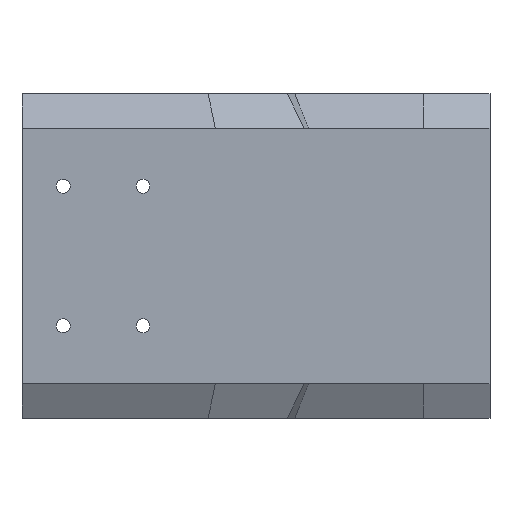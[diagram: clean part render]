
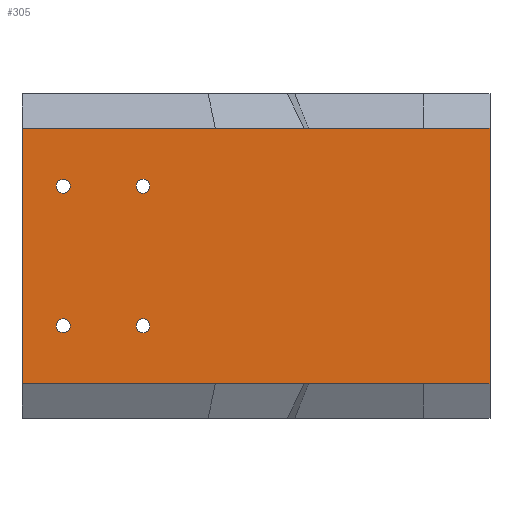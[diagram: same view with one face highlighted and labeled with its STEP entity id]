
A CAD part, front view. The second image highlights one B-rep face of the part: STEP entity #305.
In plain terms, the highlighted planar face has unit normal (0, -1, 0).
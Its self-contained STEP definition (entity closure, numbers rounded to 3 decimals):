
#9 = CARTESIAN_POINT ( 'NONE',  ( 45.5, 0., -16.75 ) ) ;
#12 = DIRECTION ( 'NONE',  ( 0., 0., -1. ) ) ;
#25 = VECTOR ( 'NONE', #1177, 1000. ) ;
#34 = CIRCLE ( 'NONE', #3925, 2.6 ) ;
#130 = DIRECTION ( 'NONE',  ( 1., 0., 0. ) ) ;
#162 = DIRECTION ( 'NONE',  ( 0., 0., -1. ) ) ;
#244 = ORIENTED_EDGE ( 'NONE', *, *, #2644, .F. ) ;
#254 = CARTESIAN_POINT ( 'NONE',  ( 0., 0., 0. ) ) ;
#266 = CARTESIAN_POINT ( 'NONE',  ( 15.5, 0., -69.25 ) ) ;
#280 = AXIS2_PLACEMENT_3D ( 'NONE', #266, #4180, #5148 ) ;
#286 = CIRCLE ( 'NONE', #3184, 2.6 ) ;
#305 = ADVANCED_FACE ( 'NONE', ( #1975, #2831, #2862, #4559, #1185 ), #4721, .T. ) ;
#360 = CARTESIAN_POINT ( 'NONE',  ( 45.5, 0., -69.25 ) ) ;
#368 = EDGE_LOOP ( 'NONE', ( #3353, #1714, #1130, #1544, #3383, #1411, #4706, #4118 ) ) ;
#389 = CARTESIAN_POINT ( 'NONE',  ( 45.5, 0., -71.85 ) ) ;
#439 = CARTESIAN_POINT ( 'NONE',  ( 45.062, 0., 35.814 ) ) ;
#446 = CARTESIAN_POINT ( 'NONE',  ( 176., 0., 0. ) ) ;
#513 = AXIS2_PLACEMENT_3D ( 'NONE', #3271, #2791, #162 ) ;
#548 = ORIENTED_EDGE ( 'NONE', *, *, #851, .F. ) ;
#549 = CARTESIAN_POINT ( 'NONE',  ( 15.5, 0., -71.85 ) ) ;
#581 = DIRECTION ( 'NONE',  ( 0., -1., 0. ) ) ;
#585 = VERTEX_POINT ( 'NONE', #3272 ) ;
#588 = VECTOR ( 'NONE', #4740, 1000. ) ;
#591 = AXIS2_PLACEMENT_3D ( 'NONE', #360, #4718, #2105 ) ;
#632 = LINE ( 'NONE', #3592, #4029 ) ;
#687 = AXIS2_PLACEMENT_3D ( 'NONE', #5238, #2666, #12 ) ;
#722 = EDGE_LOOP ( 'NONE', ( #3417, #4429 ) ) ;
#799 = CARTESIAN_POINT ( 'NONE',  ( 0., 0., -91.01 ) ) ;
#851 = EDGE_CURVE ( 'NONE', #1707, #982, #4946, .T. ) ;
#895 = CARTESIAN_POINT ( 'NONE',  ( 0., 0., -91. ) ) ;
#919 = EDGE_CURVE ( 'NONE', #1788, #585, #3439, .T. ) ;
#921 = DIRECTION ( 'NONE',  ( 0., 0., -1. ) ) ;
#982 = VERTEX_POINT ( 'NONE', #549 ) ;
#1014 = VERTEX_POINT ( 'NONE', #2883 ) ;
#1026 = EDGE_CURVE ( 'NONE', #1142, #4641, #5132, .T. ) ;
#1103 = CARTESIAN_POINT ( 'NONE',  ( 45.5, 0., -69.25 ) ) ;
#1130 = ORIENTED_EDGE ( 'NONE', *, *, #919, .T. ) ;
#1142 = VERTEX_POINT ( 'NONE', #4336 ) ;
#1177 = DIRECTION ( 'NONE',  ( 1., 0., 0. ) ) ;
#1185 = FACE_BOUND ( 'NONE', #2045, .T. ) ;
#1262 = EDGE_CURVE ( 'NONE', #3086, #3341, #2248, .T. ) ;
#1268 = EDGE_CURVE ( 'NONE', #1562, #4659, #3844, .T. ) ;
#1306 = CARTESIAN_POINT ( 'NONE',  ( 0., 0., 5.01 ) ) ;
#1338 = EDGE_CURVE ( 'NONE', #1788, #1842, #632, .T. ) ;
#1372 = LINE ( 'NONE', #895, #588 ) ;
#1411 = ORIENTED_EDGE ( 'NONE', *, *, #3343, .T. ) ;
#1431 = VERTEX_POINT ( 'NONE', #4715 ) ;
#1518 = VERTEX_POINT ( 'NONE', #2246 ) ;
#1544 = ORIENTED_EDGE ( 'NONE', *, *, #5433, .T. ) ;
#1562 = VERTEX_POINT ( 'NONE', #3903 ) ;
#1597 = CARTESIAN_POINT ( 'NONE',  ( 15.5, 0., -16.75 ) ) ;
#1615 = DIRECTION ( 'NONE',  ( 0., 0., -1. ) ) ;
#1625 = ORIENTED_EDGE ( 'NONE', *, *, #1268, .F. ) ;
#1707 = VERTEX_POINT ( 'NONE', #3587 ) ;
#1714 = ORIENTED_EDGE ( 'NONE', *, *, #1338, .F. ) ;
#1788 = VERTEX_POINT ( 'NONE', #2812 ) ;
#1822 = EDGE_CURVE ( 'NONE', #982, #1707, #4086, .T. ) ;
#1835 = AXIS2_PLACEMENT_3D ( 'NONE', #1597, #2474, #5119 ) ;
#1842 = VERTEX_POINT ( 'NONE', #4653 ) ;
#1975 = FACE_OUTER_BOUND ( 'NONE', #368, .T. ) ;
#1996 = CARTESIAN_POINT ( 'NONE',  ( 0., 0., -91.01 ) ) ;
#2023 = CARTESIAN_POINT ( 'NONE',  ( 72.738, 0., -91. ) ) ;
#2026 = AXIS2_PLACEMENT_3D ( 'NONE', #2790, #581, #2335 ) ;
#2045 = EDGE_LOOP ( 'NONE', ( #1625, #2828 ) ) ;
#2105 = DIRECTION ( 'NONE',  ( 0., 0., -1. ) ) ;
#2136 = DIRECTION ( 'NONE',  ( 0.668, 0., 0.744 ) ) ;
#2156 = DIRECTION ( 'NONE',  ( -0.668, 0., 0.744 ) ) ;
#2189 = CIRCLE ( 'NONE', #1835, 2.6 ) ;
#2246 = CARTESIAN_POINT ( 'NONE',  ( 15.5, 0., -14.15 ) ) ;
#2248 = LINE ( 'NONE', #5293, #2382 ) ;
#2249 = LINE ( 'NONE', #446, #2952 ) ;
#2265 = VERTEX_POINT ( 'NONE', #799 ) ;
#2335 = DIRECTION ( 'NONE',  ( 0., 0., -1. ) ) ;
#2382 = VECTOR ( 'NONE', #2136, 1000. ) ;
#2474 = DIRECTION ( 'NONE',  ( 0., -1., 0. ) ) ;
#2566 = CARTESIAN_POINT ( 'NONE',  ( 45.5, 0., -14.15 ) ) ;
#2644 = EDGE_CURVE ( 'NONE', #4641, #1142, #286, .T. ) ;
#2655 = CARTESIAN_POINT ( 'NONE',  ( 72.73, 0., -91.01 ) ) ;
#2666 = DIRECTION ( 'NONE',  ( 0., -1., 0. ) ) ;
#2790 = CARTESIAN_POINT ( 'NONE',  ( 45.5, 0., -16.75 ) ) ;
#2791 = DIRECTION ( 'NONE',  ( 0., -1., 0. ) ) ;
#2812 = CARTESIAN_POINT ( 'NONE',  ( 72.738, 0., 5. ) ) ;
#2828 = ORIENTED_EDGE ( 'NONE', *, *, #3900, .F. ) ;
#2831 = FACE_BOUND ( 'NONE', #722, .T. ) ;
#2862 = FACE_BOUND ( 'NONE', #5371, .T. ) ;
#2883 = CARTESIAN_POINT ( 'NONE',  ( 0., 0., 5.01 ) ) ;
#2917 = VECTOR ( 'NONE', #3115, 1000. ) ;
#2952 = VECTOR ( 'NONE', #3989, 1000. ) ;
#3075 = VERTEX_POINT ( 'NONE', #5247 ) ;
#3086 = VERTEX_POINT ( 'NONE', #2655 ) ;
#3115 = DIRECTION ( 'NONE',  ( 0., 0., 1. ) ) ;
#3125 = ORIENTED_EDGE ( 'NONE', *, *, #1026, .F. ) ;
#3143 = CARTESIAN_POINT ( 'NONE',  ( 0., 0., 0. ) ) ;
#3169 = EDGE_CURVE ( 'NONE', #2265, #1014, #3994, .T. ) ;
#3184 = AXIS2_PLACEMENT_3D ( 'NONE', #1103, #5444, #5080 ) ;
#3239 = ORIENTED_EDGE ( 'NONE', *, *, #1822, .F. ) ;
#3271 = CARTESIAN_POINT ( 'NONE',  ( 15.5, 0., -16.75 ) ) ;
#3272 = CARTESIAN_POINT ( 'NONE',  ( 72.73, 0., 5.01 ) ) ;
#3341 = VERTEX_POINT ( 'NONE', #2023 ) ;
#3343 = EDGE_CURVE ( 'NONE', #2265, #3086, #5552, .T. ) ;
#3353 = ORIENTED_EDGE ( 'NONE', *, *, #4772, .F. ) ;
#3383 = ORIENTED_EDGE ( 'NONE', *, *, #3169, .F. ) ;
#3417 = ORIENTED_EDGE ( 'NONE', *, *, #4841, .F. ) ;
#3439 = LINE ( 'NONE', #439, #3495 ) ;
#3495 = VECTOR ( 'NONE', #2156, 1000. ) ;
#3587 = CARTESIAN_POINT ( 'NONE',  ( 15.5, 0., -66.65 ) ) ;
#3589 = CIRCLE ( 'NONE', #513, 2.6 ) ;
#3592 = CARTESIAN_POINT ( 'NONE',  ( 0., 0., 5. ) ) ;
#3685 = DIRECTION ( 'NONE',  ( 0., -1., 0. ) ) ;
#3759 = EDGE_CURVE ( 'NONE', #1518, #1431, #2189, .T. ) ;
#3844 = CIRCLE ( 'NONE', #2026, 2.6 ) ;
#3885 = LINE ( 'NONE', #1306, #4051 ) ;
#3900 = EDGE_CURVE ( 'NONE', #4659, #1562, #34, .T. ) ;
#3903 = CARTESIAN_POINT ( 'NONE',  ( 45.5, 0., -19.35 ) ) ;
#3925 = AXIS2_PLACEMENT_3D ( 'NONE', #9, #4801, #921 ) ;
#3973 = EDGE_CURVE ( 'NONE', #3075, #3341, #1372, .T. ) ;
#3989 = DIRECTION ( 'NONE',  ( 0., 0., -1. ) ) ;
#3994 = LINE ( 'NONE', #3143, #2917 ) ;
#4029 = VECTOR ( 'NONE', #130, 1000. ) ;
#4051 = VECTOR ( 'NONE', #5615, 1000. ) ;
#4086 = CIRCLE ( 'NONE', #280, 2.6 ) ;
#4118 = ORIENTED_EDGE ( 'NONE', *, *, #3973, .F. ) ;
#4180 = DIRECTION ( 'NONE',  ( 0., -1., 0. ) ) ;
#4336 = CARTESIAN_POINT ( 'NONE',  ( 45.5, 0., -66.65 ) ) ;
#4411 = AXIS2_PLACEMENT_3D ( 'NONE', #254, #3685, #1615 ) ;
#4429 = ORIENTED_EDGE ( 'NONE', *, *, #3759, .F. ) ;
#4559 = FACE_BOUND ( 'NONE', #4885, .T. ) ;
#4641 = VERTEX_POINT ( 'NONE', #389 ) ;
#4653 = CARTESIAN_POINT ( 'NONE',  ( 176., 0., 5. ) ) ;
#4659 = VERTEX_POINT ( 'NONE', #2566 ) ;
#4706 = ORIENTED_EDGE ( 'NONE', *, *, #1262, .T. ) ;
#4715 = CARTESIAN_POINT ( 'NONE',  ( 15.5, 0., -19.35 ) ) ;
#4718 = DIRECTION ( 'NONE',  ( 0., -1., 0. ) ) ;
#4721 = PLANE ( 'NONE',  #4411 ) ;
#4740 = DIRECTION ( 'NONE',  ( -1., 0., 0. ) ) ;
#4772 = EDGE_CURVE ( 'NONE', #1842, #3075, #2249, .T. ) ;
#4801 = DIRECTION ( 'NONE',  ( 0., -1., 0. ) ) ;
#4841 = EDGE_CURVE ( 'NONE', #1431, #1518, #3589, .T. ) ;
#4885 = EDGE_LOOP ( 'NONE', ( #3239, #548 ) ) ;
#4946 = CIRCLE ( 'NONE', #687, 2.6 ) ;
#5080 = DIRECTION ( 'NONE',  ( 0., 0., -1. ) ) ;
#5119 = DIRECTION ( 'NONE',  ( 0., 0., -1. ) ) ;
#5132 = CIRCLE ( 'NONE', #591, 2.6 ) ;
#5148 = DIRECTION ( 'NONE',  ( 0., 0., -1. ) ) ;
#5238 = CARTESIAN_POINT ( 'NONE',  ( 15.5, 0., -69.25 ) ) ;
#5247 = CARTESIAN_POINT ( 'NONE',  ( 176., 0., -91. ) ) ;
#5293 = CARTESIAN_POINT ( 'NONE',  ( 54.778, 0., -110.996 ) ) ;
#5371 = EDGE_LOOP ( 'NONE', ( #244, #3125 ) ) ;
#5433 = EDGE_CURVE ( 'NONE', #585, #1014, #3885, .T. ) ;
#5444 = DIRECTION ( 'NONE',  ( 0., -1., 0. ) ) ;
#5552 = LINE ( 'NONE', #1996, #25 ) ;
#5615 = DIRECTION ( 'NONE',  ( -1., 0., 0. ) ) ;
